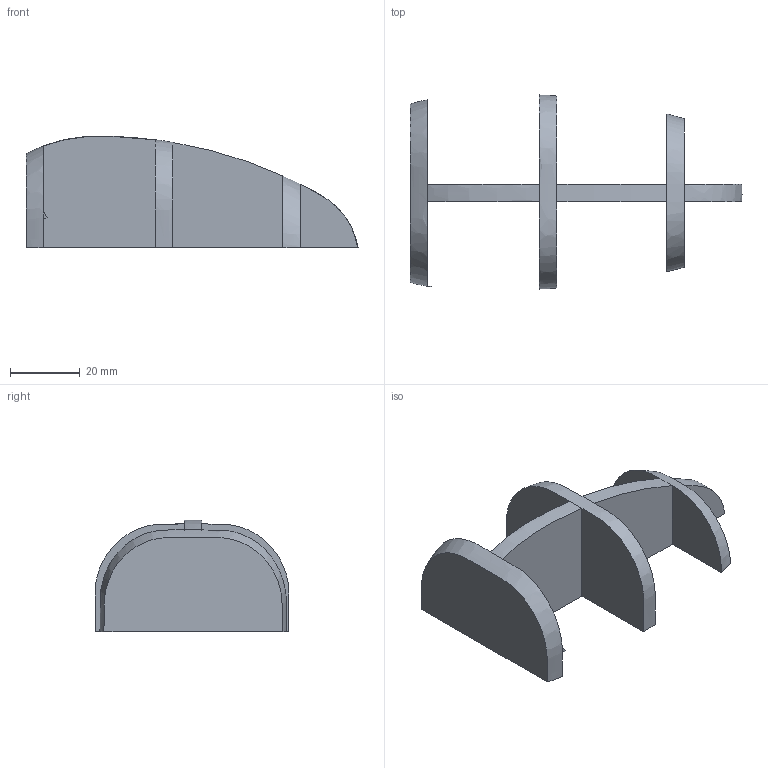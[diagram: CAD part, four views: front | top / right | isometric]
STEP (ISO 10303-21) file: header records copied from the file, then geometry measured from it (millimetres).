
FILE_DESCRIPTION(/* description */ (''),/* implementation_level */ '2;1');
FILE_NAME(/* name */ 'Spiegelgehause001_quick.stp',/* time_stamp */ '2014-09-15T20:55:16+02:00',/* author */ ('MP'),/* organization */ (''),/* preprocessor_version */ 'ST-DEVELOPER v15.6',/* originating_system */ 'Autodesk Inventor 2015',/* authorisation */ '');
FILE_SCHEMA (('AUTOMOTIVE_DESIGN { 1 0 10303 214 3 1 1 }'));
Length unit declared in the file: millimetre
Products named in the file (1): Spiegelgehause001_quick
Bounding box: 95.39 x 55.74 x 31.97 mm (x, y, z)
Surface area: 13500.6 mm2 (no closed solid volume)
Topology: 0 solids, 1 shells, 25 faces, 61 edges, 37 vertices
Faces by surface type: plane 18, bspline 6, cylinder 1
Entity records: 17791 total; most frequent: CARTESIAN_POINT 17264, ORIENTED_EDGE 119, DIRECTION 72, EDGE_CURVE 61, VERTEX_POINT 37, B_SPLINE_CURVE_WITH_KNOTS 31, LINE 28, VECTOR 28
